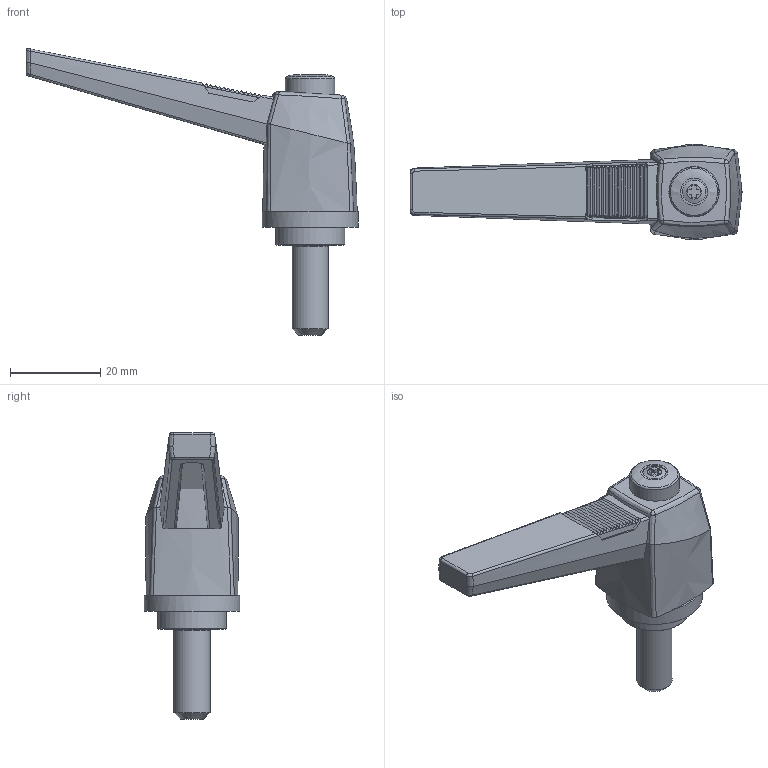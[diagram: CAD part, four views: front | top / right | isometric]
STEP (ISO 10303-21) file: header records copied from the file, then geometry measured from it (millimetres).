
FILE_DESCRIPTION( ( 'Unknown' ), '1' );
FILE_NAME( '6356665_KRP63_M08x20.stp', 'Unknown', ( 'Unknown' ), ( 'Unknown' ), 'PSStep 11.0', 'Unknown', ' ' );
FILE_SCHEMA( ( 'AUTOMOTIVE_DESIGN { 1 0 10303 214 1 1 1 1 }' ) );
Length unit declared in the file: millimetre
Products named in the file (1): Bottone063
Bounding box: 73.63 x 21.26 x 63.62 mm (x, y, z)
Volume: 15523.2 mm3; surface area: 8912.3 mm2
Topology: 1 solids, 5 shells, 167 faces, 408 edges, 262 vertices
Faces by surface type: plane 84, bspline 51, cylinder 23, sphere 4, cone 3, torus 2
Full cylindrical faces by diameter (mm): 3 x2, 3.2 x1, 5.2 x1, 6 x1, 7.1 x1, 8 x2, 8.25 x1, 8.865 x1, 11 x1, 11.15 x1, 12.664 x1, 13.86 x1, 14.682 x1, 15.3 x1, 15.4 x1, 21.26 x1
Entity records: 9344 total; most frequent: CARTESIAN_POINT 4577, ORIENTED_EDGE 740, DIRECTION 601, EDGE_CURVE 370, AXIS2_PLACEMENT_3D 251, VERTEX_POINT 251, EDGE_LOOP 210, FACE_OUTER_BOUND 189
